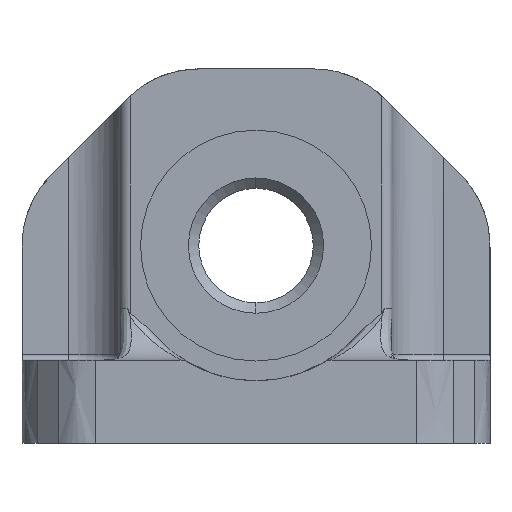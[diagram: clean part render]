
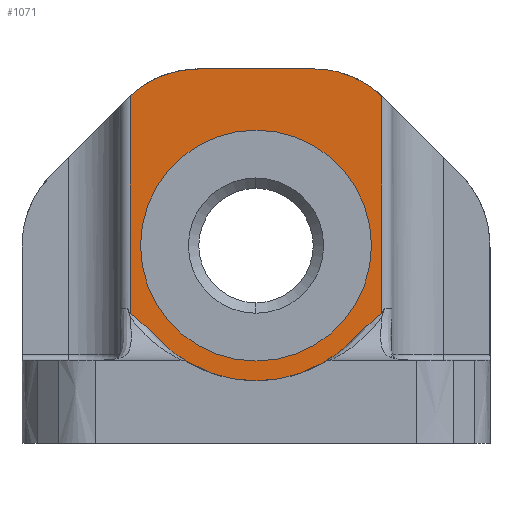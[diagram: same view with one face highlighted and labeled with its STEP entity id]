
A CAD part, front view. The second image highlights one B-rep face of the part: STEP entity #1071.
In plain terms, the highlighted planar face has unit normal (0, -1, 0).
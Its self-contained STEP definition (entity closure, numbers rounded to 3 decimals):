
#59 = DIRECTION ( 'NONE',  ( 0., 0., -1. ) ) ;
#96 = VERTEX_POINT ( 'NONE', #189 ) ;
#104 = EDGE_CURVE ( 'NONE', #1453, #1305, #828, .T. ) ;
#117 = ORIENTED_EDGE ( 'NONE', *, *, #200, .T. ) ;
#149 = FACE_BOUND ( 'NONE', #800, .T. ) ;
#189 = CARTESIAN_POINT ( 'NONE',  ( 0., 0., 30.1 ) ) ;
#200 = EDGE_CURVE ( 'NONE', #1855, #999, #255, .T. ) ;
#230 = DIRECTION ( 'NONE',  ( 0., 0., 1. ) ) ;
#255 = B_SPLINE_CURVE_WITH_KNOTS ( 'NONE', 3,
 ( #2321, #1195, #2134, #852, #1947, #1209 ),
 .UNSPECIFIED., .F., .F.,
 ( 4, 2, 4 ),
 ( 0., 0.002, 0.003 ),
 .UNSPECIFIED. ) ;
#258 = AXIS2_PLACEMENT_3D ( 'NONE', #893, #1596, #1432 ) ;
#264 = EDGE_CURVE ( 'NONE', #898, #1453, #854, .T. ) ;
#297 = FACE_OUTER_BOUND ( 'NONE', #969, .T. ) ;
#347 = DIRECTION ( 'NONE',  ( 0., -1., 0. ) ) ;
#441 = EDGE_CURVE ( 'NONE', #1580, #1855, #1218, .T. ) ;
#455 = EDGE_CURVE ( 'NONE', #1305, #1232, #2352, .T. ) ;
#469 = CARTESIAN_POINT ( 'NONE',  ( -5.358, 0., 36. ) ) ;
#535 = LINE ( 'NONE', #1836, #823 ) ;
#542 = CARTESIAN_POINT ( 'NONE',  ( 12.084, 0., 33.402 ) ) ;
#608 = VERTEX_POINT ( 'NONE', #2104 ) ;
#641 = CARTESIAN_POINT ( 'NONE',  ( -10.201, 0., 35.134 ) ) ;
#660 = ORIENTED_EDGE ( 'NONE', *, *, #2254, .T. ) ;
#661 = CARTESIAN_POINT ( 'NONE',  ( -7.959, 0., 36. ) ) ;
#685 = DIRECTION ( 'NONE',  ( 0., 0., -1. ) ) ;
#759 = CARTESIAN_POINT ( 'NONE',  ( 12.084, 0., 12.494 ) ) ;
#788 = ORIENTED_EDGE ( 'NONE', *, *, #104, .T. ) ;
#800 = EDGE_LOOP ( 'NONE', ( #820, #817 ) ) ;
#801 = PLANE ( 'NONE',  #2122 ) ;
#817 = ORIENTED_EDGE ( 'NONE', *, *, #2099, .F. ) ;
#820 = ORIENTED_EDGE ( 'NONE', *, *, #1695, .F. ) ;
#823 = VECTOR ( 'NONE', #912, 1000. ) ;
#828 = LINE ( 'NONE', #2370, #2089 ) ;
#847 = ORIENTED_EDGE ( 'NONE', *, *, #1097, .T. ) ;
#852 = CARTESIAN_POINT ( 'NONE',  ( 11.266, 0., 11.805 ) ) ;
#854 = B_SPLINE_CURVE_WITH_KNOTS ( 'NONE', 3,
 ( #469, #661, #641, #1204 ),
 .UNSPECIFIED., .F., .F.,
 ( 4, 4 ),
 ( 0., 0.942 ),
 .UNSPECIFIED. ) ;
#859 = CARTESIAN_POINT ( 'NONE',  ( -11.267, 0., 11.805 ) ) ;
#865 = AXIS2_PLACEMENT_3D ( 'NONE', #2174, #1262, #685 ) ;
#892 = CARTESIAN_POINT ( 'NONE',  ( 5.358, 0., 36. ) ) ;
#893 = CARTESIAN_POINT ( 'NONE',  ( 0., 0., 19. ) ) ;
#898 = VERTEX_POINT ( 'NONE', #1450 ) ;
#912 = DIRECTION ( 'NONE',  ( -1., 0., 0. ) ) ;
#969 = EDGE_LOOP ( 'NONE', ( #2307, #788, #1018, #660, #1161, #117, #847, #1426, #1196 ) ) ;
#999 = VERTEX_POINT ( 'NONE', #759 ) ;
#1002 = AXIS2_PLACEMENT_3D ( 'NONE', #1939, #1197, #1555 ) ;
#1018 = ORIENTED_EDGE ( 'NONE', *, *, #455, .T. ) ;
#1071 = ADVANCED_FACE ( 'NONE', ( #149, #297 ), #801, .T. ) ;
#1097 = EDGE_CURVE ( 'NONE', #999, #2159, #1705, .T. ) ;
#1154 = CARTESIAN_POINT ( 'NONE',  ( 0., 0., 19. ) ) ;
#1161 = ORIENTED_EDGE ( 'NONE', *, *, #441, .T. ) ;
#1195 = CARTESIAN_POINT ( 'NONE',  ( 10.06, 0., 10.749 ) ) ;
#1196 = ORIENTED_EDGE ( 'NONE', *, *, #1684, .T. ) ;
#1197 = DIRECTION ( 'NONE',  ( 0., -1., 0. ) ) ;
#1204 = CARTESIAN_POINT ( 'NONE',  ( -12.084, 0., 33.402 ) ) ;
#1209 = CARTESIAN_POINT ( 'NONE',  ( 12.084, 0., 12.494 ) ) ;
#1215 = VECTOR ( 'NONE', #230, 1000. ) ;
#1218 = CIRCLE ( 'NONE', #865, 13. ) ;
#1232 = VERTEX_POINT ( 'NONE', #1414 ) ;
#1262 = DIRECTION ( 'NONE',  ( 0., -1., 0. ) ) ;
#1266 = DIRECTION ( 'NONE',  ( 0., 0., -1. ) ) ;
#1276 = CARTESIAN_POINT ( 'NONE',  ( -12.084, 0., 12.494 ) ) ;
#1302 = EDGE_CURVE ( 'NONE', #2159, #1751, #1419, .T. ) ;
#1305 = VERTEX_POINT ( 'NONE', #1276 ) ;
#1358 = DIRECTION ( 'NONE',  ( 0., -1., 0. ) ) ;
#1410 = CARTESIAN_POINT ( 'NONE',  ( -12.084, 0., 12.494 ) ) ;
#1414 = CARTESIAN_POINT ( 'NONE',  ( -9.703, 0., 10.349 ) ) ;
#1415 = CARTESIAN_POINT ( 'NONE',  ( 12.084, 0., 33.402 ) ) ;
#1419 = B_SPLINE_CURVE_WITH_KNOTS ( 'NONE', 3,
 ( #542, #1790, #2155, #1975 ),
 .UNSPECIFIED., .F., .F.,
 ( 4, 4 ),
 ( 0.058, 1. ),
 .UNSPECIFIED. ) ;
#1426 = ORIENTED_EDGE ( 'NONE', *, *, #1302, .T. ) ;
#1432 = DIRECTION ( 'NONE',  ( 0., 0., -1. ) ) ;
#1445 = CARTESIAN_POINT ( 'NONE',  ( -10.457, 0., 11.106 ) ) ;
#1450 = CARTESIAN_POINT ( 'NONE',  ( -5.358, 0., 36. ) ) ;
#1453 = VERTEX_POINT ( 'NONE', #2071 ) ;
#1510 = AXIS2_PLACEMENT_3D ( 'NONE', #2367, #347, #1806 ) ;
#1519 = CARTESIAN_POINT ( 'NONE',  ( 12.084, 0., 19. ) ) ;
#1555 = DIRECTION ( 'NONE',  ( 0., 0., -1. ) ) ;
#1573 = CARTESIAN_POINT ( 'NONE',  ( 0., 0., 6. ) ) ;
#1580 = VERTEX_POINT ( 'NONE', #1573 ) ;
#1596 = DIRECTION ( 'NONE',  ( 0., -1., 0. ) ) ;
#1623 = CARTESIAN_POINT ( 'NONE',  ( -10.06, 0., 10.748 ) ) ;
#1684 = EDGE_CURVE ( 'NONE', #1751, #898, #535, .T. ) ;
#1695 = EDGE_CURVE ( 'NONE', #608, #96, #2196, .T. ) ;
#1705 = LINE ( 'NONE', #1519, #1215 ) ;
#1751 = VERTEX_POINT ( 'NONE', #892 ) ;
#1769 = CARTESIAN_POINT ( 'NONE',  ( -11.68, 0., 12.144 ) ) ;
#1790 = CARTESIAN_POINT ( 'NONE',  ( 10.201, 0., 35.134 ) ) ;
#1806 = DIRECTION ( 'NONE',  ( 0., 0., -1. ) ) ;
#1836 = CARTESIAN_POINT ( 'NONE',  ( -22.5, 0., 36. ) ) ;
#1841 = CIRCLE ( 'NONE', #1002, 11.1 ) ;
#1844 = CARTESIAN_POINT ( 'NONE',  ( 9.703, 0., 10.349 ) ) ;
#1855 = VERTEX_POINT ( 'NONE', #1844 ) ;
#1939 = CARTESIAN_POINT ( 'NONE',  ( 0., 0., 19. ) ) ;
#1947 = CARTESIAN_POINT ( 'NONE',  ( 11.68, 0., 12.144 ) ) ;
#1975 = CARTESIAN_POINT ( 'NONE',  ( 5.358, 0., 36. ) ) ;
#2071 = CARTESIAN_POINT ( 'NONE',  ( -12.084, 0., 33.402 ) ) ;
#2089 = VECTOR ( 'NONE', #1266, 1000. ) ;
#2099 = EDGE_CURVE ( 'NONE', #96, #608, #1841, .T. ) ;
#2104 = CARTESIAN_POINT ( 'NONE',  ( 0., 0., 7.9 ) ) ;
#2122 = AXIS2_PLACEMENT_3D ( 'NONE', #1154, #1358, #59 ) ;
#2134 = CARTESIAN_POINT ( 'NONE',  ( 10.457, 0., 11.106 ) ) ;
#2142 = CARTESIAN_POINT ( 'NONE',  ( -9.703, 0., 10.349 ) ) ;
#2155 = CARTESIAN_POINT ( 'NONE',  ( 7.959, 0., 36. ) ) ;
#2159 = VERTEX_POINT ( 'NONE', #1415 ) ;
#2174 = CARTESIAN_POINT ( 'NONE',  ( 0., 0., 19. ) ) ;
#2196 = CIRCLE ( 'NONE', #1510, 11.1 ) ;
#2254 = EDGE_CURVE ( 'NONE', #1232, #1580, #2358, .T. ) ;
#2307 = ORIENTED_EDGE ( 'NONE', *, *, #264, .T. ) ;
#2321 = CARTESIAN_POINT ( 'NONE',  ( 9.703, 0., 10.349 ) ) ;
#2352 = B_SPLINE_CURVE_WITH_KNOTS ( 'NONE', 3,
 ( #1410, #1769, #859, #1445, #1623, #2142 ),
 .UNSPECIFIED., .F., .F.,
 ( 4, 2, 4 ),
 ( 0., 0.002, 0.003 ),
 .UNSPECIFIED. ) ;
#2358 = CIRCLE ( 'NONE', #258, 13. ) ;
#2367 = CARTESIAN_POINT ( 'NONE',  ( 0., 0., 19. ) ) ;
#2370 = CARTESIAN_POINT ( 'NONE',  ( -12.084, 0., 19. ) ) ;
